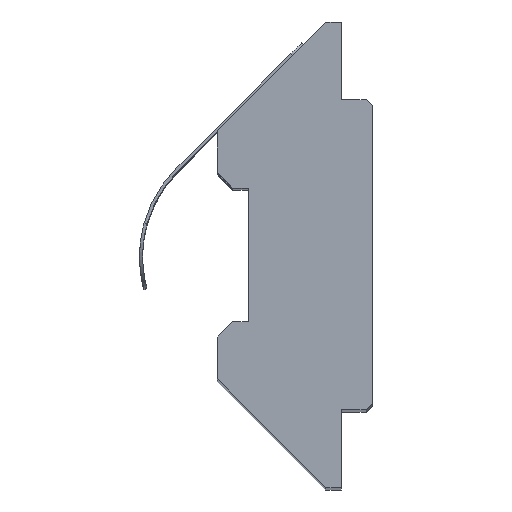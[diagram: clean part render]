
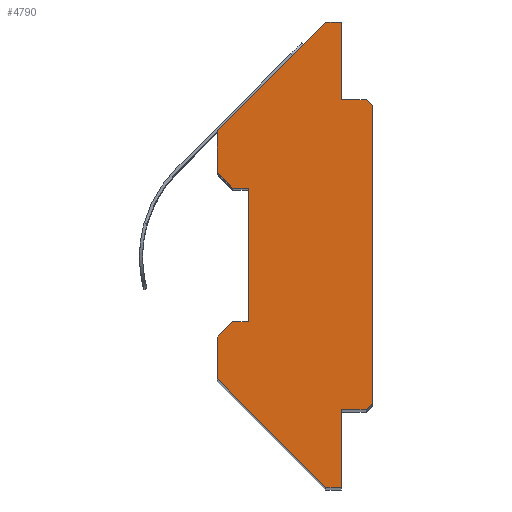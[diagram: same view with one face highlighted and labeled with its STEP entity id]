
A CAD part, top view. The second image highlights one B-rep face of the part: STEP entity #4790.
In plain terms, the highlighted face is planar.
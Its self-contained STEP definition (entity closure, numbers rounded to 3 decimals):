
#1580=CARTESIAN_POINT('',(25.,-4.8,-4.));
#1590=VERTEX_POINT('',#1580);
#1670=CARTESIAN_POINT('',(25.,-5.,-3.8));
#1680=VERTEX_POINT('',#1670);
#1710=CARTESIAN_POINT('',(25.,0.,-8.8));
#1720=DIRECTION('',(0.,-0.707,0.707));
#1730=VECTOR('',#1720,1.);
#1740=LINE('',#1710,#1730);
#1750=EDGE_CURVE('',#1590,#1680,#1740,.T.);
#1850=CARTESIAN_POINT('',(25.,-7.5,0.));
#1860=DIRECTION('',(0.,0.,-1.));
#1870=VECTOR('',#1860,1.);
#1880=LINE('',#1850,#1870);
#1890=CARTESIAN_POINT('',(25.,-7.5,-2.5));
#1900=VERTEX_POINT('',#1890);
#1910=CARTESIAN_POINT('',(25.,-7.5,-3.));
#1920=VERTEX_POINT('',#1910);
#1930=EDGE_CURVE('',#1900,#1920,#1880,.T.);
#2210=CARTESIAN_POINT('',(25.,7.5,-3.));
#2220=VERTEX_POINT('',#2210);
#2250=CARTESIAN_POINT('',(25.,7.5,0.));
#2260=DIRECTION('',(0.,0.,1.));
#2270=VECTOR('',#2260,1.);
#2280=LINE('',#2250,#2270);
#2290=CARTESIAN_POINT('',(25.,7.5,-2.5));
#2300=VERTEX_POINT('',#2290);
#2310=EDGE_CURVE('',#2220,#2300,#2280,.T.);
#2470=CARTESIAN_POINT('',(25.,0.,5.));
#2480=DIRECTION('',(0.,0.707,0.707));
#2490=VECTOR('',#2480,1.);
#2500=LINE('',#2470,#2490);
#2510=CARTESIAN_POINT('',(25.,-4.,1.));
#2520=VERTEX_POINT('',#2510);
#2530=EDGE_CURVE('',#1900,#2520,#2500,.T.);
#2710=CARTESIAN_POINT('',(25.,0.,5.));
#2720=DIRECTION('',(0.,0.707,-0.707));
#2730=VECTOR('',#2720,1.);
#2740=LINE('',#2710,#2730);
#2750=CARTESIAN_POINT('',(25.,4.,1.));
#2760=VERTEX_POINT('',#2750);
#2770=EDGE_CURVE('',#2760,#2300,#2740,.T.);
#2950=CARTESIAN_POINT('',(25.,0.,-8.8));
#2960=DIRECTION('',(0.,-0.707,-0.707));
#2970=VECTOR('',#2960,1.);
#2980=LINE('',#2950,#2970);
#2990=CARTESIAN_POINT('',(25.,5.,-3.8));
#3000=VERTEX_POINT('',#2990);
#3010=CARTESIAN_POINT('',(25.,4.8,-4.));
#3020=VERTEX_POINT('',#3010);
#3030=EDGE_CURVE('',#3000,#3020,#2980,.T.);
#3310=CARTESIAN_POINT('',(25.,-5.,-3.));
#3320=VERTEX_POINT('',#3310);
#3350=CARTESIAN_POINT('',(25.,-5.,0.));
#3360=DIRECTION('',(0.,0.,-1.));
#3370=VECTOR('',#3360,1.);
#3380=LINE('',#3350,#3370);
#3390=EDGE_CURVE('',#3320,#1680,#3380,.T.);
#3850=CARTESIAN_POINT('',(25.,-39.9,-0.516));
#3860=DIRECTION('',(1.,-0.,0.));
#3870=DIRECTION('',(0.,0.,-1.));
#3880=AXIS2_PLACEMENT_3D('',#3850,#3860,#3870);
#3890=PLANE('',#3880);
#3900=CARTESIAN_POINT('',(25.,0.,-1.65));
#3910=DIRECTION('',(0.,0.707,0.707));
#3920=VECTOR('',#3910,1.);
#3930=LINE('',#3900,#3920);
#3940=CARTESIAN_POINT('',(25.,2.15,0.5));
#3950=VERTEX_POINT('',#3940);
#3960=CARTESIAN_POINT('',(25.,2.65,1.));
#3970=VERTEX_POINT('',#3960);
#3980=EDGE_CURVE('',#3950,#3970,#3930,.T.);
#3990=ORIENTED_EDGE('',*,*,#3980,.F.);
#4000=CARTESIAN_POINT('',(25.,0.,1.));
#4010=DIRECTION('',(0.,-1.,0.));
#4020=VECTOR('',#4010,1.);
#4030=LINE('',#4000,#4020);
#4040=EDGE_CURVE('',#2760,#3970,#4030,.T.);
#4050=ORIENTED_EDGE('',*,*,#4040,.T.);
#4060=ORIENTED_EDGE('',*,*,#2770,.F.);
#4070=ORIENTED_EDGE('',*,*,#2310,.T.);
#4080=CARTESIAN_POINT('',(25.,0.,-3.));
#4090=DIRECTION('',(0.,1.,0.));
#4100=VECTOR('',#4090,1.);
#4110=LINE('',#4080,#4100);
#4120=CARTESIAN_POINT('',(25.,5.,-3.));
#4130=VERTEX_POINT('',#4120);
#4140=EDGE_CURVE('',#4130,#2220,#4110,.T.);
#4150=ORIENTED_EDGE('',*,*,#4140,.T.);
#4160=CARTESIAN_POINT('',(25.,5.,0.));
#4170=DIRECTION('',(0.,0.,1.));
#4180=VECTOR('',#4170,1.);
#4190=LINE('',#4160,#4180);
#4200=EDGE_CURVE('',#3000,#4130,#4190,.T.);
#4210=ORIENTED_EDGE('',*,*,#4200,.T.);
#4220=ORIENTED_EDGE('',*,*,#3030,.F.);
#4230=CARTESIAN_POINT('',(25.,0.,-4.));
#4240=DIRECTION('',(0.,1.,0.));
#4250=VECTOR('',#4240,1.);
#4260=LINE('',#4230,#4250);
#4270=EDGE_CURVE('',#1590,#3020,#4260,.T.);
#4280=ORIENTED_EDGE('',*,*,#4270,.T.);
#4290=ORIENTED_EDGE('',*,*,#1750,.F.);
#4300=ORIENTED_EDGE('',*,*,#3390,.T.);
#4310=CARTESIAN_POINT('',(25.,0.,-3.));
#4320=DIRECTION('',(0.,1.,0.));
#4330=VECTOR('',#4320,1.);
#4340=LINE('',#4310,#4330);
#4350=EDGE_CURVE('',#1920,#3320,#4340,.T.);
#4360=ORIENTED_EDGE('',*,*,#4350,.T.);
#4370=ORIENTED_EDGE('',*,*,#1930,.T.);
#4380=ORIENTED_EDGE('',*,*,#2530,.F.);
#4390=CARTESIAN_POINT('',(25.,0.,1.));
#4400=DIRECTION('',(0.,-1.,0.));
#4410=VECTOR('',#4400,1.);
#4420=LINE('',#4390,#4410);
#4430=CARTESIAN_POINT('',(25.,-2.65,1.));
#4440=VERTEX_POINT('',#4430);
#4450=EDGE_CURVE('',#4440,#2520,#4420,.T.);
#4460=ORIENTED_EDGE('',*,*,#4450,.T.);
#4470=CARTESIAN_POINT('',(25.,0.,-1.65));
#4480=DIRECTION('',(0.,-0.707,0.707));
#4490=VECTOR('',#4480,1.);
#4500=LINE('',#4470,#4490);
#4510=CARTESIAN_POINT('',(25.,-2.15,0.5));
#4520=VERTEX_POINT('',#4510);
#4530=EDGE_CURVE('',#4520,#4440,#4500,.T.);
#4540=ORIENTED_EDGE('',*,*,#4530,.T.);
#4550=CARTESIAN_POINT('',(25.,-2.15,0.));
#4560=DIRECTION('',(0.,0.,-1.));
#4570=VECTOR('',#4560,1.);
#4580=LINE('',#4550,#4570);
#4590=CARTESIAN_POINT('',(25.,-2.15,0.));
#4600=VERTEX_POINT('',#4590);
#4610=EDGE_CURVE('',#4520,#4600,#4580,.T.);
#4620=ORIENTED_EDGE('',*,*,#4610,.F.);
#4630=CARTESIAN_POINT('',(25.,0.,0.));
#4640=DIRECTION('',(0.,1.,0.));
#4650=VECTOR('',#4640,1.);
#4660=LINE('',#4630,#4650);
#4670=CARTESIAN_POINT('',(25.,2.15,0.));
#4680=VERTEX_POINT('',#4670);
#4690=EDGE_CURVE('',#4600,#4680,#4660,.T.);
#4700=ORIENTED_EDGE('',*,*,#4690,.F.);
#4710=CARTESIAN_POINT('',(25.,2.15,0.));
#4720=DIRECTION('',(0.,0.,1.));
#4730=VECTOR('',#4720,1.);
#4740=LINE('',#4710,#4730);
#4750=EDGE_CURVE('',#4680,#3950,#4740,.T.);
#4760=ORIENTED_EDGE('',*,*,#4750,.F.);
#4770=EDGE_LOOP('',(#4760,#4700,#4620,#4540,#4460,#4380,#4370,#4360,
#4300,#4290,#4280,#4220,#4210,#4150,#4070,#4060,#4050,#3990));
#4780=FACE_OUTER_BOUND('',#4770,.T.);
#4790=ADVANCED_FACE('',(#4780),#3890,.T.);
